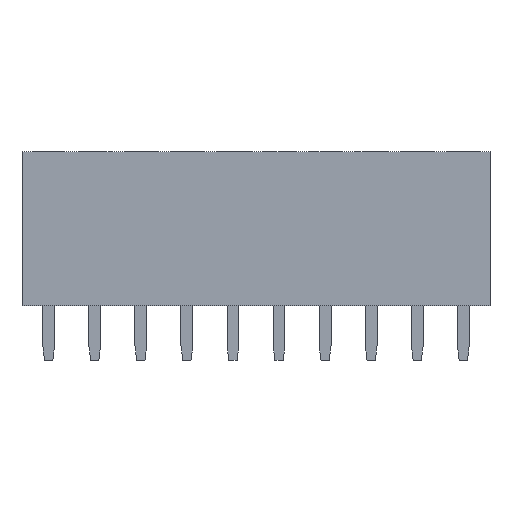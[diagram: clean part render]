
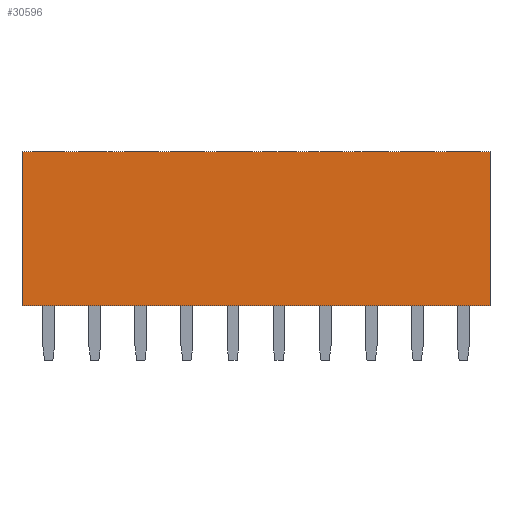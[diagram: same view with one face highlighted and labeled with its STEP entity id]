
A CAD part, front view. The second image highlights one B-rep face of the part: STEP entity #30596.
In plain terms, the highlighted planar face has unit normal (0, -1, 0).
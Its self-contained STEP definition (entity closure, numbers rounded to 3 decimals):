
#1590=FACE_OUTER_BOUND($,#3360,.T.);
#3360=EDGE_LOOP($,(#20778,#20779,#20780,#20781));
#4939=LINE($,#43759,#8663);
#5376=LINE($,#44653,#9100);
#5419=LINE($,#44739,#9143);
#5420=LINE($,#44740,#9144);
#8663=VECTOR($,#34812,8.5);
#9100=VECTOR($,#35591,25.8);
#9143=VECTOR($,#35636,25.8);
#9144=VECTOR($,#35637,8.5);
#12386=VERTEX_POINT($,#43755);
#12388=VERTEX_POINT($,#43758);
#12674=VERTEX_POINT($,#44652);
#12716=VERTEX_POINT($,#44738);
#15323=EDGE_CURVE($,#12386,#12388,#4939,.T.);
#15760=EDGE_CURVE($,#12674,#12388,#5376,.T.);
#15803=EDGE_CURVE($,#12716,#12386,#5419,.T.);
#15804=EDGE_CURVE($,#12716,#12674,#5420,.T.);
#20778=ORIENTED_EDGE($,*,*,#15803,.F.);
#20779=ORIENTED_EDGE($,*,*,#15804,.T.);
#20780=ORIENTED_EDGE($,*,*,#15760,.T.);
#20781=ORIENTED_EDGE($,*,*,#15323,.F.);
#29306=PLANE($,#32369);
#30596=ADVANCED_FACE($,(#1590),#29306,.T.);
#32369=AXIS2_PLACEMENT_3D($,#44737,#35634,#35635);
#34812=DIRECTION($,(0.,0.,1.));
#35591=DIRECTION($,(-1.,0.,0.));
#35634=DIRECTION('center_axis',(0.,-1.,0.));
#35635=DIRECTION('ref_axis',(1.,0.,0.));
#35636=DIRECTION($,(-1.,0.,0.));
#35637=DIRECTION($,(0.,0.,1.));
#43755=CARTESIAN_POINT('',(-12.9,-2.5,0.));
#43758=CARTESIAN_POINT('',(-12.9,-2.5,8.5));
#43759=CARTESIAN_POINT($,(-12.9,-2.5,0.));
#44652=CARTESIAN_POINT('',(12.9,-2.5,8.5));
#44653=CARTESIAN_POINT($,(12.9,-2.5,8.5));
#44737=CARTESIAN_POINT('Origin',(-0.855,-2.5,-0.425));
#44738=CARTESIAN_POINT('',(12.9,-2.5,0.));
#44739=CARTESIAN_POINT($,(0.2,-2.5,0.));
#44740=CARTESIAN_POINT($,(12.9,-2.5,0.));
